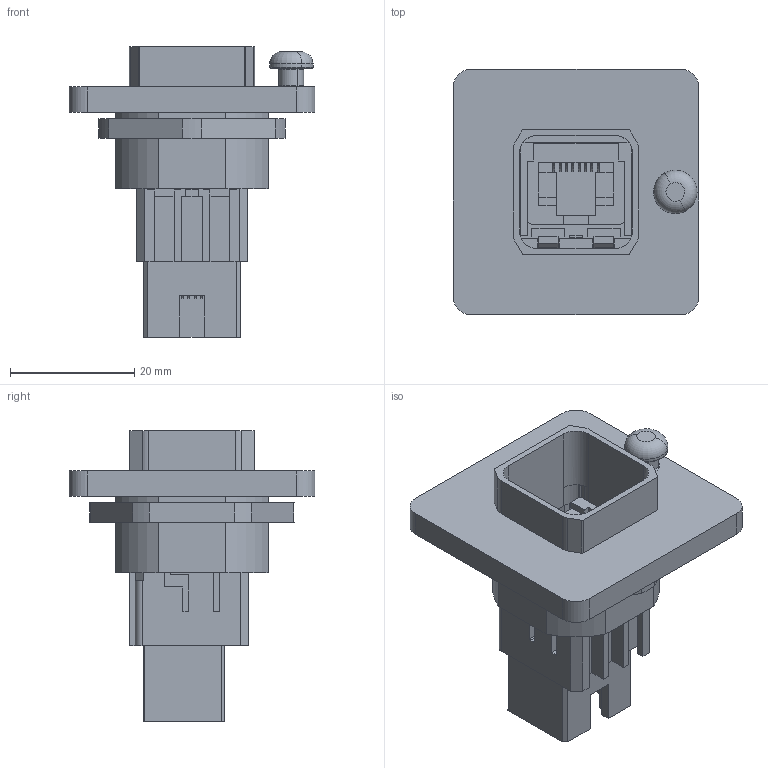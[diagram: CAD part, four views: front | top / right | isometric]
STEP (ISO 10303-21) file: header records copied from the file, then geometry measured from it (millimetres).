
FILE_DESCRIPTION(('CATIA V5 STEP Exchange','CAx-IF Rec.Pracs.--- Model Styling and Organization---1.4--- 2014-01-23'),'2;1');
FILE_NAME ('004831-4_0', '2020-07-21T06:41:00+00:00', ('none'), ('Weidmueller'), 'CATIA Version 5-6 Release 2016 SP3 HF44', 'CATIA V5 STEP AP214', 'none');
FILE_SCHEMA(('AUTOMOTIVE_DESIGN { 1 0 10303 214 1 1 1 1 }'));
Length unit declared in the file: millimetre
Products named in the file (1): 1058250000
Bounding box: 39.6 x 39.6 x 46.86 mm (x, y, z)
Volume: 14058.7 mm3; surface area: 14490.3 mm2
Topology: 4 solids, 4 shells, 477 faces, 1321 edges, 872 vertices
Faces by surface type: plane 353, cylinder 100, extrusion 16, torus 8
Entity records: 14276 total; most frequent: CARTESIAN_POINT 2820, ORIENTED_EDGE 2642, DIRECTION 1866, EDGE_CURVE 1321, VECTOR 1078, LINE 1062, VERTEX_POINT 872, EDGE_LOOP 507
